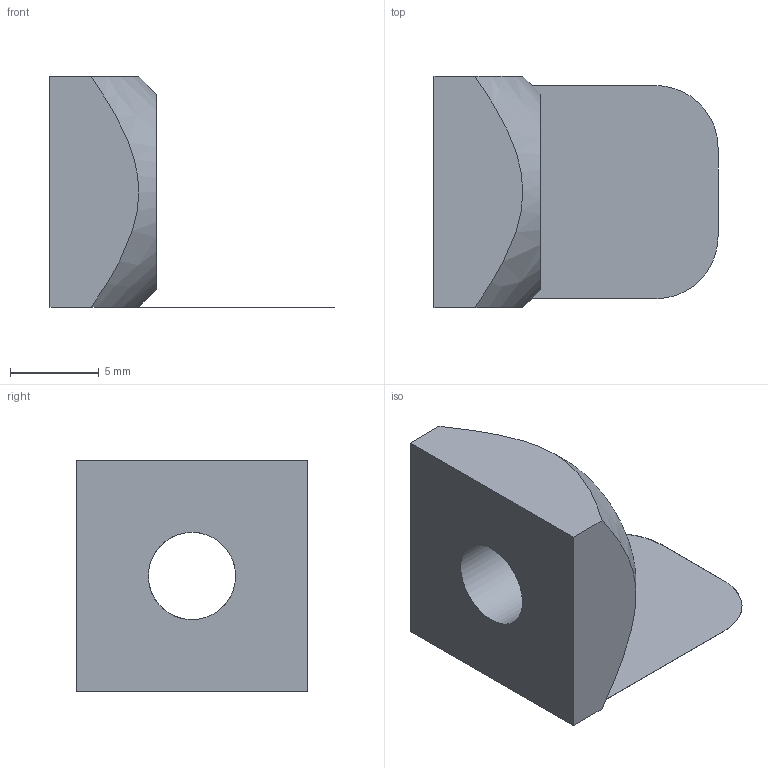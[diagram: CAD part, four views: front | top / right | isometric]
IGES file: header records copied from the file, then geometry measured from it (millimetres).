
Global section: file name: 210602; native system: Autodesk Inventor 2021; preprocessor: unknown; author: Krajewski; date: 20220920.133627; units: millimetre
Bounding box: 16 x 13 x 13 mm (x, y, z)
Volume: 816.2 mm3; surface area: 907 mm2
Topology: 1 solids, 1 shells, 14 faces, 38 edges, 26 vertices
Faces by surface type: bspline 14
